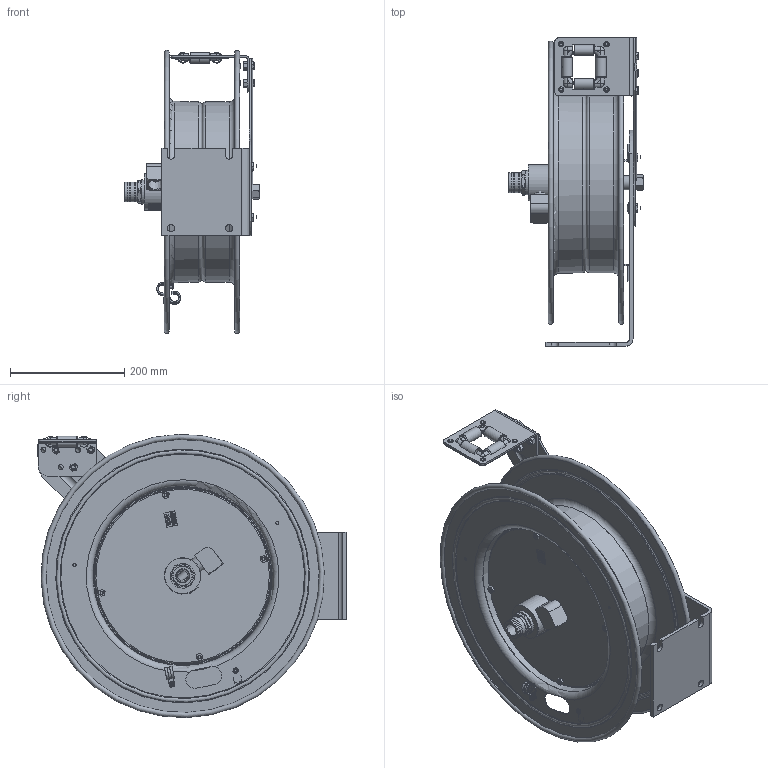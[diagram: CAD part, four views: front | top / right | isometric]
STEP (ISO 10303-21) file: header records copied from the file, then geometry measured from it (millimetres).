
FILE_DESCRIPTION((''),'2;1');
FILE_NAME('SH(LP,MP)-[525,535]-SHARED.stp','2012-11-05T06:21:57',('JKucera'),(''),'Autodesk Inventor 2013','Autodesk Inventor 2013','');
FILE_SCHEMA(('AUTOMOTIVE_DESIGN { 1 0 10303 214 1 1 1 1 }'));
Length unit declared in the file: inch
Products named in the file (1): SHL-N-525_SHARED
Bounding box: 236.22 x 538.72 x 495.04 mm (x, y, z)
Surface area: 1291563 mm2 (no closed solid volume)
Topology: 0 solids, 128 shells, 434 faces, 4456 edges, 4080 vertices
Faces by surface type: plane 264, cylinder 97, torus 29, cone 23, sphere 18, bspline 3
Full cylindrical faces by diameter (mm): 4.826 x1, 8.731 x7, 10.414 x1, 12.7 x2, 13.462 x1, 19.05 x5, 25.362 x1, 34.544 x4, 39.624 x1, 42.926 x1, 63.5 x1, 306.324 x1, 311.912 x1, 314.95 x1
Entity records: 43650 total; most frequent: CARTESIAN_POINT 14071, ORIENTED_EDGE 4908, DIRECTION 4677, EDGE_CURVE 4366, VERTEX_POINT 4063, VECTOR 2431, LINE 2431, AXIS2_PLACEMENT_3D 1123
